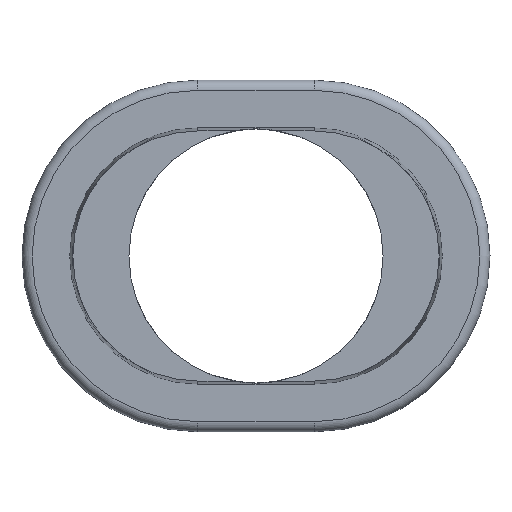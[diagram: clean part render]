
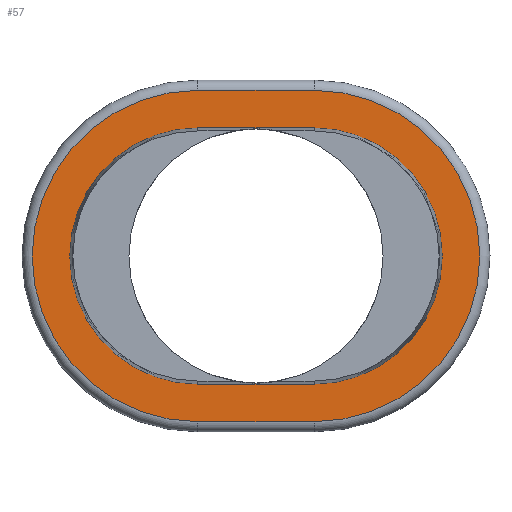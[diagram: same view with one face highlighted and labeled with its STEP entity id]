
A CAD part, left-side view. The second image highlights one B-rep face of the part: STEP entity #57.
In plain terms, the highlighted planar face has unit normal (-1, 0, 0).
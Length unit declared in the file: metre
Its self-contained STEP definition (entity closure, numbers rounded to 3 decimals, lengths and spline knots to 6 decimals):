
#57 = ADVANCED_FACE( '', ( #119, #120 ), #121, .F. );
#119 = FACE_BOUND( '', #184, .T. );
#120 = FACE_OUTER_BOUND( '', #185, .T. );
#121 = PLANE( '', #186 );
#184 = EDGE_LOOP( '', ( #279, #280, #281, #282 ) );
#185 = EDGE_LOOP( '', ( #283, #284, #285, #286 ) );
#186 = AXIS2_PLACEMENT_3D( '', #287, #288, #289 );
#279 = ORIENTED_EDGE( '', *, *, #360, .T. );
#280 = ORIENTED_EDGE( '', *, *, #387, .T. );
#281 = ORIENTED_EDGE( '', *, *, #388, .T. );
#282 = ORIENTED_EDGE( '', *, *, #384, .T. );
#283 = ORIENTED_EDGE( '', *, *, #375, .F. );
#284 = ORIENTED_EDGE( '', *, *, #389, .T. );
#285 = ORIENTED_EDGE( '', *, *, #379, .T. );
#286 = ORIENTED_EDGE( '', *, *, #390, .F. );
#287 = CARTESIAN_POINT( '', ( 0.132893, 0.068936, 0. ) );
#288 = DIRECTION( '', ( 1., 0., 0. ) );
#289 = DIRECTION( '', ( 0., 1., 0. ) );
#360 = EDGE_CURVE( '', #411, #416, #418, .T. );
#375 = EDGE_CURVE( '', #440, #442, #443, .F. );
#379 = EDGE_CURVE( '', #448, #446, #449, .F. );
#384 = EDGE_CURVE( '', #456, #411, #457, .T. );
#387 = EDGE_CURVE( '', #416, #460, #461, .T. );
#388 = EDGE_CURVE( '', #460, #456, #462, .T. );
#389 = EDGE_CURVE( '', #440, #448, #463, .T. );
#390 = EDGE_CURVE( '', #442, #446, #464, .T. );
#411 = VERTEX_POINT( '', #488 );
#416 = VERTEX_POINT( '', #494 );
#418 = CIRCLE( '', #497, 0.016002 );
#440 = VERTEX_POINT( '', #523 );
#442 = VERTEX_POINT( '', #525 );
#443 = CIRCLE( '', #526, 0.020701 );
#446 = VERTEX_POINT( '', #529 );
#448 = VERTEX_POINT( '', #531 );
#449 = CIRCLE( '', #532, 0.020701 );
#456 = VERTEX_POINT( '', #540 );
#457 = LINE( '', #541, #542 );
#460 = VERTEX_POINT( '', #546 );
#461 = LINE( '', #547, #548 );
#462 = CIRCLE( '', #549, 0.016002 );
#463 = LINE( '', #550, #551 );
#464 = LINE( '', #552, #553 );
#488 = CARTESIAN_POINT( '', ( 0.132893, 0.068936, 0.016002 ) );
#494 = CARTESIAN_POINT( '', ( 0.132893, 0.068936, -0.016002 ) );
#497 = AXIS2_PLACEMENT_3D( '', #584, #585, #586 );
#523 = CARTESIAN_POINT( '', ( 0.132893, 0.083464, -0.020701 ) );
#525 = CARTESIAN_POINT( '', ( 0.132893, 0.083464, 0.020701 ) );
#526 = AXIS2_PLACEMENT_3D( '', #609, #610, #611 );
#529 = CARTESIAN_POINT( '', ( 0.132893, 0.068936, 0.020701 ) );
#531 = CARTESIAN_POINT( '', ( 0.132893, 0.068936, -0.020701 ) );
#532 = AXIS2_PLACEMENT_3D( '', #618, #619, #620 );
#540 = CARTESIAN_POINT( '', ( 0.132893, 0.083464, 0.016002 ) );
#541 = CARTESIAN_POINT( '', ( 0.132893, 0.068936, 0.016002 ) );
#542 = VECTOR( '', #628, 1. );
#546 = CARTESIAN_POINT( '', ( 0.132893, 0.083464, -0.016002 ) );
#547 = CARTESIAN_POINT( '', ( 0.132893, 0.083464, -0.016002 ) );
#548 = VECTOR( '', #630, 1. );
#549 = AXIS2_PLACEMENT_3D( '', #631, #632, #633 );
#550 = CARTESIAN_POINT( '', ( 0.132893, 0.0762, -0.020701 ) );
#551 = VECTOR( '', #634, 1. );
#552 = CARTESIAN_POINT( '', ( 0.132893, 0.0762, 0.020701 ) );
#553 = VECTOR( '', #635, 1. );
#584 = CARTESIAN_POINT( '', ( 0.132893, 0.068936, 0. ) );
#585 = DIRECTION( '', ( 1., 0., 0. ) );
#586 = DIRECTION( '', ( 0., 0., -1. ) );
#609 = CARTESIAN_POINT( '', ( 0.132893, 0.083464, 0. ) );
#610 = DIRECTION( '', ( -1., 0., 0. ) );
#611 = DIRECTION( '', ( 0., 0., -1. ) );
#618 = CARTESIAN_POINT( '', ( 0.132893, 0.068936, 0. ) );
#619 = DIRECTION( '', ( 1., 0., 0. ) );
#620 = DIRECTION( '', ( 0., 0., -1. ) );
#628 = DIRECTION( '', ( 0., -1., 0. ) );
#630 = DIRECTION( '', ( 0., 1., 0. ) );
#631 = CARTESIAN_POINT( '', ( 0.132893, 0.083464, 0. ) );
#632 = DIRECTION( '', ( 1., 0., 0. ) );
#633 = DIRECTION( '', ( 0., 0., -1. ) );
#634 = DIRECTION( '', ( 0., -1., 0. ) );
#635 = DIRECTION( '', ( 0., -1., 0. ) );
